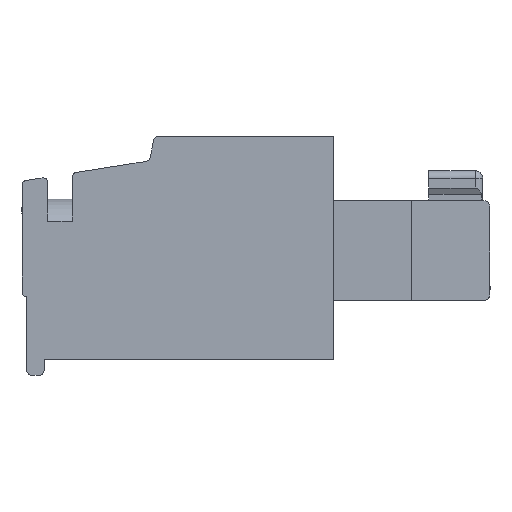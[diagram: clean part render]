
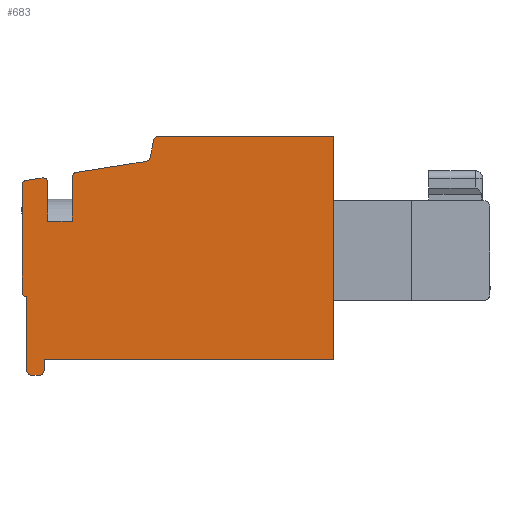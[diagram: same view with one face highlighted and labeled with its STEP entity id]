
A CAD part, left-side view. The second image highlights one B-rep face of the part: STEP entity #683.
In plain terms, the highlighted planar face has unit normal (-1, 0, 0).
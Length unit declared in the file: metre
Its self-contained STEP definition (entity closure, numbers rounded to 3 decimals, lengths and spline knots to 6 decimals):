
#683=ADVANCED_FACE('',(#1703),#1704,.F.);
#1703=FACE_OUTER_BOUND('',#3087,.T.);
#1704=PLANE('',#3088);
#3087=EDGE_LOOP('',(#5108,#5109,#5110,#5111,#5112,#5113,#5114,#5115,#5116,#5117,#5118,#5119,#5120,#5121,#5122,#5123,#5124,#5125,#5126,#5127,#5128));
#3088=AXIS2_PLACEMENT_3D('',#5129,#5130,#5131);
#5108=ORIENTED_EDGE('',*,*,#8521,.T.);
#5109=ORIENTED_EDGE('',*,*,#8217,.T.);
#5110=ORIENTED_EDGE('',*,*,#8366,.T.);
#5111=ORIENTED_EDGE('',*,*,#8522,.T.);
#5112=ORIENTED_EDGE('',*,*,#8523,.T.);
#5113=ORIENTED_EDGE('',*,*,#8399,.T.);
#5114=ORIENTED_EDGE('',*,*,#8303,.T.);
#5115=ORIENTED_EDGE('',*,*,#8524,.T.);
#5116=ORIENTED_EDGE('',*,*,#8037,.T.);
#5117=ORIENTED_EDGE('',*,*,#8525,.T.);
#5118=ORIENTED_EDGE('',*,*,#8033,.T.);
#5119=ORIENTED_EDGE('',*,*,#8526,.T.);
#5120=ORIENTED_EDGE('',*,*,#8295,.T.);
#5121=ORIENTED_EDGE('',*,*,#8527,.T.);
#5122=ORIENTED_EDGE('',*,*,#8425,.T.);
#5123=ORIENTED_EDGE('',*,*,#8528,.T.);
#5124=ORIENTED_EDGE('',*,*,#8529,.T.);
#5125=ORIENTED_EDGE('',*,*,#8530,.T.);
#5126=ORIENTED_EDGE('',*,*,#8531,.T.);
#5127=ORIENTED_EDGE('',*,*,#8532,.T.);
#5128=ORIENTED_EDGE('',*,*,#8533,.T.);
#5129=CARTESIAN_POINT('',(-0.021155,0.007666,-0.000815));
#5130=DIRECTION('',(1.0,0.,0.));
#5131=DIRECTION('',(0.,0.,1.0));
#8033=EDGE_CURVE('',#9591,#9595,#9597,.T.);
#8037=EDGE_CURVE('',#9604,#9602,#9605,.T.);
#8217=EDGE_CURVE('',#9912,#9916,#9918,.T.);
#8295=EDGE_CURVE('',#10055,#10059,#10061,.T.);
#8303=EDGE_CURVE('',#10067,#10071,#10073,.T.);
#8366=EDGE_CURVE('',#9916,#10171,#10173,.T.);
#8399=EDGE_CURVE('',#10222,#10067,#10225,.T.);
#8425=EDGE_CURVE('',#10260,#10264,#10266,.T.);
#8521=EDGE_CURVE('',#10416,#9912,#10417,.T.);
#8522=EDGE_CURVE('',#10171,#10418,#10419,.T.);
#8523=EDGE_CURVE('',#10418,#10222,#10420,.T.);
#8524=EDGE_CURVE('',#10071,#9604,#10421,.T.);
#8525=EDGE_CURVE('',#9602,#9591,#10422,.T.);
#8526=EDGE_CURVE('',#9595,#10055,#10423,.T.);
#8527=EDGE_CURVE('',#10059,#10260,#10424,.T.);
#8528=EDGE_CURVE('',#10264,#10425,#10426,.T.);
#8529=EDGE_CURVE('',#10425,#10427,#10428,.T.);
#8530=EDGE_CURVE('',#10427,#10429,#10430,.T.);
#8531=EDGE_CURVE('',#10429,#10431,#10432,.T.);
#8532=EDGE_CURVE('',#10431,#10433,#10434,.T.);
#8533=EDGE_CURVE('',#10433,#10416,#10435,.T.);
#9591=VERTEX_POINT('',#11842);
#9595=VERTEX_POINT('',#11847);
#9597=CIRCLE('',#11850,0.0002);
#9602=VERTEX_POINT('',#11856);
#9604=VERTEX_POINT('',#11859);
#9605=LINE('',#11860,#11861);
#9912=VERTEX_POINT('',#12327);
#9916=VERTEX_POINT('',#12333);
#9918=LINE('',#12336,#12337);
#10055=VERTEX_POINT('',#12544);
#10059=VERTEX_POINT('',#12549);
#10061=CIRCLE('',#12552,0.0002);
#10067=VERTEX_POINT('',#12560);
#10071=VERTEX_POINT('',#12565);
#10073=CIRCLE('',#12568,0.0002);
#10171=VERTEX_POINT('',#12704);
#10173=CIRCLE('',#12707,0.0002);
#10222=VERTEX_POINT('',#12782);
#10225=LINE('',#12787,#12788);
#10260=VERTEX_POINT('',#12838);
#10264=VERTEX_POINT('',#12843);
#10266=CIRCLE('',#12846,0.0002);
#10416=VERTEX_POINT('',#13073);
#10417=LINE('',#13074,#13075);
#10418=VERTEX_POINT('',#13076);
#10419=LINE('',#13077,#13078);
#10420=CIRCLE('',#13079,0.0002);
#10421=LINE('',#13080,#13081);
#10422=LINE('',#13082,#13083);
#10423=LINE('',#13084,#13085);
#10424=LINE('',#13086,#13087);
#10425=VERTEX_POINT('',#13088);
#10426=LINE('',#13089,#13090);
#10427=VERTEX_POINT('',#13091);
#10428=CIRCLE('',#13092,0.0002);
#10429=VERTEX_POINT('',#13093);
#10430=LINE('',#13094,#13095);
#10431=VERTEX_POINT('',#13096);
#10432=CIRCLE('',#13097,0.0002);
#10433=VERTEX_POINT('',#13098);
#10434=LINE('',#13099,#13100);
#10435=LINE('',#13101,#13102);
#11842=CARTESIAN_POINT('',(-0.021155,0.01165,-0.001882));
#11847=CARTESIAN_POINT('',(-0.021155,0.011881,-0.001685));
#11850=AXIS2_PLACEMENT_3D('',#14884,#14885,#14886);
#11856=CARTESIAN_POINT('',(-0.021155,0.01165,-0.00345));
#11859=CARTESIAN_POINT('',(-0.021155,0.01065,-0.00345));
#11860=CARTESIAN_POINT('',(-0.021155,0.01165,-0.00345));
#11861=VECTOR('',#14889,1.0);
#12327=CARTESIAN_POINT('',(-0.021155,0.,0.));
#12333=CARTESIAN_POINT('',(-0.021155,0.007136,0.0));
#12336=CARTESIAN_POINT('',(-0.021155,0.007136,0.));
#12337=VECTOR('',#15065,1.0);
#12544=CARTESIAN_POINT('',(-0.021155,0.012531,-0.001788));
#12549=CARTESIAN_POINT('',(-0.021155,0.0127,-0.001985));
#12552=AXIS2_PLACEMENT_3D('',#15147,#15148,#15149);
#12560=CARTESIAN_POINT('',(-0.021155,0.010481,-0.001463));
#12565=CARTESIAN_POINT('',(-0.021155,0.01065,-0.001661));
#12568=AXIS2_PLACEMENT_3D('',#15157,#15158,#15159);
#12704=CARTESIAN_POINT('',(-0.021155,0.007332,-0.000161));
#12707=AXIS2_PLACEMENT_3D('',#15231,#15232,#15233);
#12782=CARTESIAN_POINT('',(-0.021155,0.007634,-0.001013));
#12787=CARTESIAN_POINT('',(-0.021155,0.010481,-0.001463));
#12788=VECTOR('',#15268,1.0);
#12838=CARTESIAN_POINT('',(-0.021155,0.0127,-0.00635));
#12843=CARTESIAN_POINT('',(-0.021155,0.0125,-0.00655));
#12846=AXIS2_PLACEMENT_3D('',#15292,#15293,#15294);
#13073=CARTESIAN_POINT('',(-0.021155,0.,-0.0091));
#13074=CARTESIAN_POINT('',(-0.021155,0.,-0.001227));
#13075=VECTOR('',#15389,1.0);
#13076=CARTESIAN_POINT('',(-0.021155,0.00747,-0.000854));
#13077=CARTESIAN_POINT('',(-0.021155,0.00747,-0.000854));
#13078=VECTOR('',#15390,1.0);
#13079=AXIS2_PLACEMENT_3D('',#15391,#15392,#15393);
#13080=CARTESIAN_POINT('',(-0.021155,0.01065,-0.00345));
#13081=VECTOR('',#15394,1.0);
#13082=CARTESIAN_POINT('',(-0.021155,0.01165,-0.001882));
#13083=VECTOR('',#15395,1.0);
#13084=CARTESIAN_POINT('',(-0.021155,0.012531,-0.001788));
#13085=VECTOR('',#15396,1.0);
#13086=CARTESIAN_POINT('',(-0.021155,0.0127,-0.00635));
#13087=VECTOR('',#15397,1.0);
#13088=CARTESIAN_POINT('',(-0.021155,0.0125,-0.00955));
#13089=CARTESIAN_POINT('',(-0.021155,0.0125,-0.00955));
#13090=VECTOR('',#15398,1.0);
#13091=CARTESIAN_POINT('',(-0.021155,0.0123,-0.00975));
#13092=AXIS2_PLACEMENT_3D('',#15399,#15400,#15401);
#13093=CARTESIAN_POINT('',(-0.021155,0.012,-0.00975));
#13094=CARTESIAN_POINT('',(-0.021155,0.012,-0.00975));
#13095=VECTOR('',#15402,1.0);
#13096=CARTESIAN_POINT('',(-0.021155,0.0118,-0.00955));
#13097=AXIS2_PLACEMENT_3D('',#15403,#15404,#15405);
#13098=CARTESIAN_POINT('',(-0.021155,0.0118,-0.0091));
#13099=CARTESIAN_POINT('',(-0.021155,0.0118,-0.0091));
#13100=VECTOR('',#15406,1.0);
#13101=CARTESIAN_POINT('',(-0.021155,0.,-0.0091));
#13102=VECTOR('',#15407,1.0);
#14884=CARTESIAN_POINT('',(-0.021155,0.01185,-0.001882));
#14885=DIRECTION('',(-1.0,0.,0.));
#14886=DIRECTION('',(0.,0.649,-0.76));
#14889=DIRECTION('',(0.,1.0,0.));
#15065=DIRECTION('',(0.,1.0,0.));
#15147=CARTESIAN_POINT('',(-0.021155,0.0125,-0.001985));
#15148=DIRECTION('',(-1.0,0.,0.));
#15149=DIRECTION('',(0.,-0.76,-0.649));
#15157=CARTESIAN_POINT('',(-0.021155,0.01045,-0.001661));
#15158=DIRECTION('',(-1.0,0.,0.));
#15159=DIRECTION('',(0.,-0.76,-0.649));
#15231=CARTESIAN_POINT('',(-0.021155,0.007136,-0.0002));
#15232=DIRECTION('',(-1.0,0.,0.));
#15233=DIRECTION('',(0.,-0.635,-0.773));
#15268=DIRECTION('',(0.,0.988,-0.156));
#15292=CARTESIAN_POINT('',(-0.021155,0.0125,-0.00635));
#15293=DIRECTION('',(-1.0,0.,0.));
#15294=DIRECTION('',(0.,-0.707,0.707));
#15389=DIRECTION('',(0.,0.,1.0));
#15390=DIRECTION('',(0.,0.195,-0.981));
#15391=CARTESIAN_POINT('',(-0.021155,0.007666,-0.000815));
#15392=DIRECTION('',(1.0,0.,0.));
#15393=DIRECTION('',(0.,0.693,0.721));
#15394=DIRECTION('',(0.,0.,-1.0));
#15395=DIRECTION('',(0.,0.,1.0));
#15396=DIRECTION('',(0.,0.988,-0.156));
#15397=DIRECTION('',(0.,0.,-1.0));
#15398=DIRECTION('',(0.,0.,-1.0));
#15399=CARTESIAN_POINT('',(-0.021155,0.0123,-0.00955));
#15400=DIRECTION('',(-1.0,0.,0.));
#15401=DIRECTION('',(0.,-0.707,0.707));
#15402=DIRECTION('',(0.,-1.0,0.));
#15403=CARTESIAN_POINT('',(-0.021155,0.012,-0.00955));
#15404=DIRECTION('',(-1.0,0.,0.));
#15405=DIRECTION('',(0.,0.707,0.707));
#15406=DIRECTION('',(0.,0.,1.0));
#15407=DIRECTION('',(0.,-1.0,0.));
